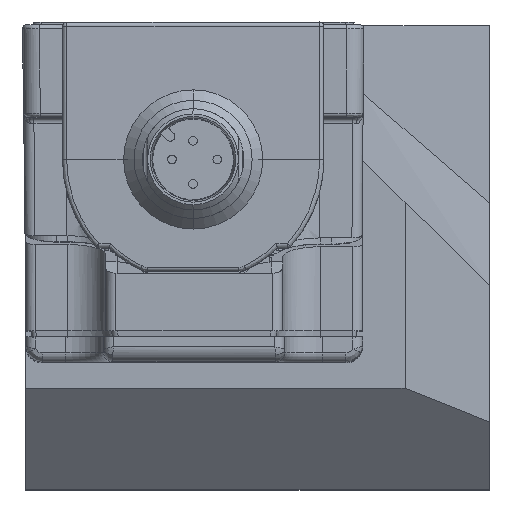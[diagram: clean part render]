
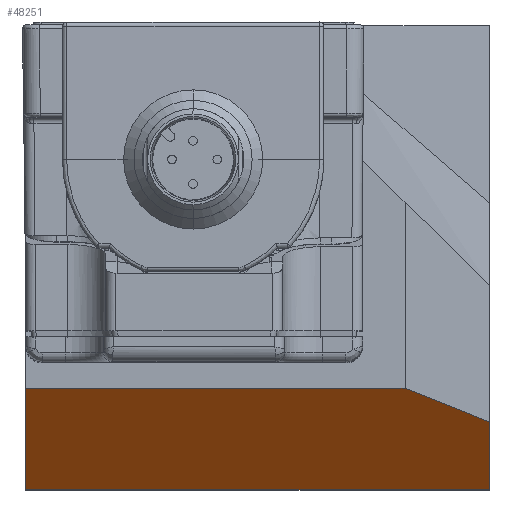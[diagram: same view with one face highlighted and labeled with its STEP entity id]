
A CAD part, top view. The second image highlights one B-rep face of the part: STEP entity #48251.
In plain terms, the highlighted planar face has unit normal (0, -0.929, 0.371).
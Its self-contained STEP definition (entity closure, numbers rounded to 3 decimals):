
#45475=DIRECTION('',(0.,0.371,0.929));
#45476=VECTOR('',#45475,32.311);
#45477=CARTESIAN_POINT('',(-20.,-43.037,-30.111));
#45478=LINE('',#45477,#45476);
#45491=DIRECTION('',(-0.68,0.272,0.681));
#45492=VECTOR('',#45491,14.697);
#45493=CARTESIAN_POINT('',(35.,-35.043,-10.108));
#45494=LINE('',#45493,#45492);
#45503=DIRECTION('',(1.,0.,0.));
#45504=VECTOR('',#45503,45.);
#45505=CARTESIAN_POINT('',(-20.,-31.046,-0.107));
#45506=LINE('',#45505,#45504);
#45632=DIRECTION('',(0.,0.371,0.929));
#45633=VECTOR('',#45632,21.541);
#45634=CARTESIAN_POINT('',(35.,-43.037,-30.111));
#45635=LINE('',#45634,#45633);
#45728=DIRECTION('',(-1.,0.,0.));
#45729=VECTOR('',#45728,55.);
#45730=CARTESIAN_POINT('',(35.,-43.037,-30.111));
#45731=LINE('',#45730,#45729);
#47428=CARTESIAN_POINT('',(-20.,-43.037,-30.111));
#47429=CARTESIAN_POINT('',(-20.,-31.046,-0.107));
#47430=VERTEX_POINT('',#47428);
#47431=VERTEX_POINT('',#47429);
#47436=CARTESIAN_POINT('',(25.,-31.046,-0.107));
#47437=VERTEX_POINT('',#47436);
#47438=CARTESIAN_POINT('',(35.,-43.037,-30.111));
#47439=CARTESIAN_POINT('',(35.,-35.043,-10.108));
#47440=VERTEX_POINT('',#47438);
#47441=VERTEX_POINT('',#47439);
#48235=CARTESIAN_POINT('',(35.,-43.037,-30.111));
#48236=DIRECTION('',(0.,0.929,-0.371));
#48237=DIRECTION('',(0.,0.371,0.929));
#48238=AXIS2_PLACEMENT_3D('',#48235,#48236,#48237);
#48239=PLANE('',#48238);
#48241=ORIENTED_EDGE('',*,*,#48240,.T.);
#48243=ORIENTED_EDGE('',*,*,#48242,.F.);
#48245=ORIENTED_EDGE('',*,*,#48244,.F.);
#48247=ORIENTED_EDGE('',*,*,#48246,.T.);
#48248=ORIENTED_EDGE('',*,*,#48212,.T.);
#48249=EDGE_LOOP('',(#48241,#48243,#48245,#48247,#48248));
#48250=FACE_OUTER_BOUND('',#48249,.F.);
#48251=ADVANCED_FACE('',(#48250),#48239,.F.);
#48212=EDGE_CURVE('',#47430,#47431,#45478,.T.);
#48240=EDGE_CURVE('',#47431,#47437,#45506,.T.);
#48242=EDGE_CURVE('',#47441,#47437,#45494,.T.);
#48244=EDGE_CURVE('',#47440,#47441,#45635,.T.);
#48246=EDGE_CURVE('',#47440,#47430,#45731,.T.);
